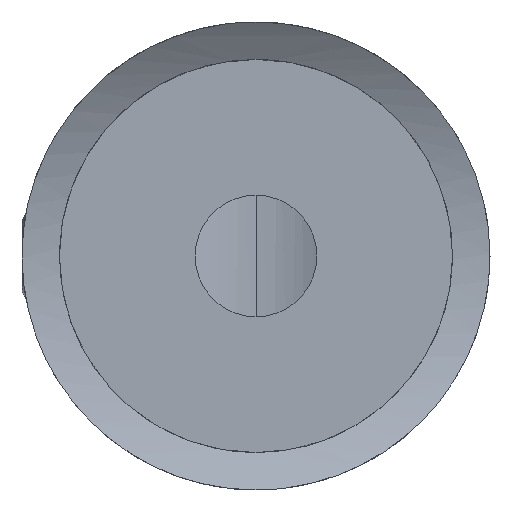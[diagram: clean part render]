
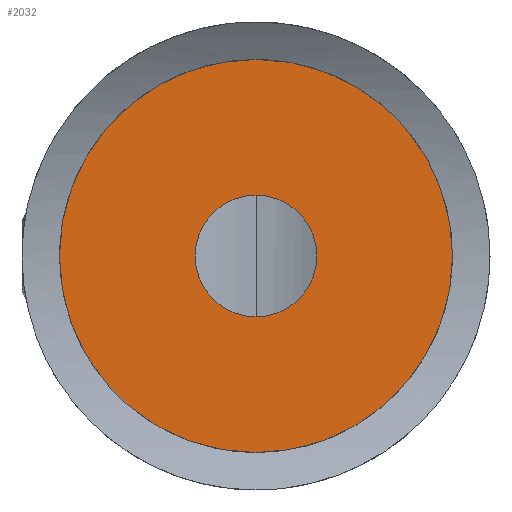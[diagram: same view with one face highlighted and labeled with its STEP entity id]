
A CAD part, left-side view. The second image highlights one B-rep face of the part: STEP entity #2032.
In plain terms, the highlighted planar face has unit normal (-1, 0, 0).
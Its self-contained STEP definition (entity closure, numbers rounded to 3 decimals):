
#31 = FACE_OUTER_BOUND ( 'NONE', #1138, .T. ) ;
#58 = DIRECTION ( 'NONE',  ( 0., 0., 1. ) ) ;
#60 = PLANE ( 'NONE',  #2327 ) ;
#83 = CIRCLE ( 'NONE', #2817, 3.25 ) ;
#131 = VERTEX_POINT ( 'NONE', #1857 ) ;
#410 = CARTESIAN_POINT ( 'NONE',  ( 8.5, 0., 10.5 ) ) ;
#429 = DIRECTION ( 'NONE',  ( 0., 0., 1. ) ) ;
#450 = AXIS2_PLACEMENT_3D ( 'NONE', #1819, #2755, #429 ) ;
#466 = CARTESIAN_POINT ( 'NONE',  ( 8.5, 0., -3.25 ) ) ;
#567 = EDGE_CURVE ( 'NONE', #1444, #131, #83, .T. ) ;
#586 = ORIENTED_EDGE ( 'NONE', *, *, #1895, .F. ) ;
#611 = ORIENTED_EDGE ( 'NONE', *, *, #636, .T. ) ;
#636 = EDGE_CURVE ( 'NONE', #881, #2790, #1408, .T. ) ;
#697 = AXIS2_PLACEMENT_3D ( 'NONE', #2801, #1902, #1000 ) ;
#805 = DIRECTION ( 'NONE',  ( -1., 0., 0. ) ) ;
#881 = VERTEX_POINT ( 'NONE', #410 ) ;
#1000 = DIRECTION ( 'NONE',  ( 0., 0., 1. ) ) ;
#1078 = DIRECTION ( 'NONE',  ( -1., 0., 0. ) ) ;
#1089 = CARTESIAN_POINT ( 'NONE',  ( 8.5, 3.25, 0. ) ) ;
#1138 = EDGE_LOOP ( 'NONE', ( #611, #2416 ) ) ;
#1179 = ORIENTED_EDGE ( 'NONE', *, *, #567, .F. ) ;
#1278 = CARTESIAN_POINT ( 'NONE',  ( 8.5, 0., -10.5 ) ) ;
#1302 = DIRECTION ( 'NONE',  ( 0., 0., -1. ) ) ;
#1335 = DIRECTION ( 'NONE',  ( 1., 0., 0. ) ) ;
#1408 = CIRCLE ( 'NONE', #450, 10.5 ) ;
#1444 = VERTEX_POINT ( 'NONE', #466 ) ;
#1705 = CIRCLE ( 'NONE', #2080, 10.5 ) ;
#1718 = CARTESIAN_POINT ( 'NONE',  ( 8.5, 0., 0. ) ) ;
#1819 = CARTESIAN_POINT ( 'NONE',  ( 8.5, 0., 0. ) ) ;
#1857 = CARTESIAN_POINT ( 'NONE',  ( 8.5, 0., 3.25 ) ) ;
#1878 = EDGE_LOOP ( 'NONE', ( #586, #1179 ) ) ;
#1895 = EDGE_CURVE ( 'NONE', #131, #1444, #2105, .T. ) ;
#1902 = DIRECTION ( 'NONE',  ( -1., 0., 0. ) ) ;
#2032 = ADVANCED_FACE ( 'NONE', ( #2135, #31 ), #60, .F. ) ;
#2080 = AXIS2_PLACEMENT_3D ( 'NONE', #1718, #805, #58 ) ;
#2105 = CIRCLE ( 'NONE', #697, 3.25 ) ;
#2135 = FACE_BOUND ( 'NONE', #1878, .T. ) ;
#2212 = CARTESIAN_POINT ( 'NONE',  ( 8.5, 0., 0. ) ) ;
#2327 = AXIS2_PLACEMENT_3D ( 'NONE', #1089, #1335, #1302 ) ;
#2416 = ORIENTED_EDGE ( 'NONE', *, *, #2427, .T. ) ;
#2427 = EDGE_CURVE ( 'NONE', #2790, #881, #1705, .T. ) ;
#2755 = DIRECTION ( 'NONE',  ( -1., 0., 0. ) ) ;
#2790 = VERTEX_POINT ( 'NONE', #1278 ) ;
#2801 = CARTESIAN_POINT ( 'NONE',  ( 8.5, 0., 0. ) ) ;
#2817 = AXIS2_PLACEMENT_3D ( 'NONE', #2212, #1078, #2944 ) ;
#2944 = DIRECTION ( 'NONE',  ( 0., 0., 1. ) ) ;
